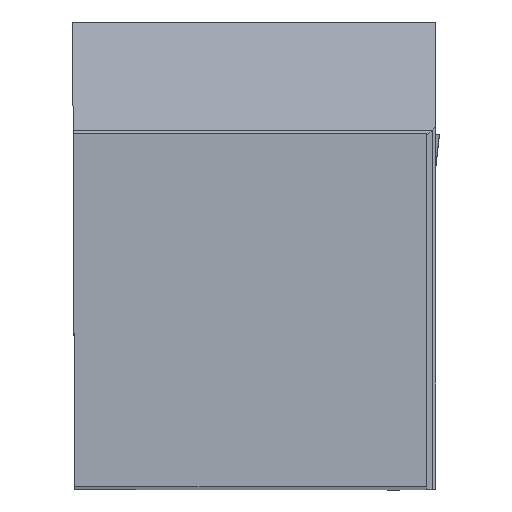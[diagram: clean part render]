
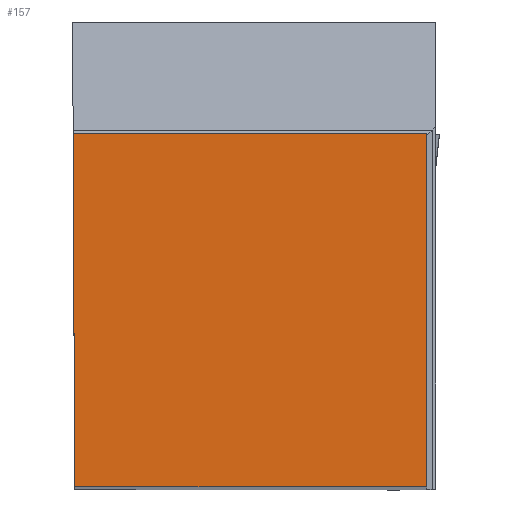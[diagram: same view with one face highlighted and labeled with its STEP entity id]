
A CAD part, top view. The second image highlights one B-rep face of the part: STEP entity #157.
In plain terms, the highlighted planar face has unit normal (0, 0, 1).
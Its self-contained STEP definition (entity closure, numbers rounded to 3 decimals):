
#157=ADVANCED_FACE('BLANK_BOXF006',(#258),#205,.F.);
#205=PLANE('',#1278);
#258=FACE_OUTER_BOUND('',#314,.T.);
#314=EDGE_LOOP('',(#566,#567,#568,#569));
#566=ORIENTED_EDGE('',*,*,#884,.T.);
#567=ORIENTED_EDGE('',*,*,#885,.T.);
#568=ORIENTED_EDGE('',*,*,#886,.T.);
#569=ORIENTED_EDGE('',*,*,#871,.T.);
#738=VERTEX_POINT('',#1977);
#739=VERTEX_POINT('',#1979);
#748=VERTEX_POINT('',#2019);
#749=VERTEX_POINT('',#2021);
#871=EDGE_CURVE('',#739,#738,#1003,.T.);
#884=EDGE_CURVE('',#738,#748,#1013,.T.);
#885=EDGE_CURVE('',#748,#749,#1014,.T.);
#886=EDGE_CURVE('',#749,#739,#1015,.T.);
#1003=LINE('',#1978,#1134);
#1013=LINE('',#2018,#1144);
#1014=LINE('',#2020,#1145);
#1015=LINE('',#2022,#1146);
#1134=VECTOR('',#1497,1.);
#1144=VECTOR('',#1517,1.);
#1145=VECTOR('',#1518,1.);
#1146=VECTOR('',#1519,1.);
#1278=AXIS2_PLACEMENT_3D('',#2023,#1520,#1521);
#1497=DIRECTION('',(1.,0.,0.));
#1517=DIRECTION('',(0.,1.,0.));
#1518=DIRECTION('',(-1.,0.,0.));
#1519=DIRECTION('',(0.004,-1.,0.));
#1520=DIRECTION('',(0.,0.,-1.));
#1521=DIRECTION('',(0.,-1.,0.));
#1977=CARTESIAN_POINT('',(31.85,0.,0.));
#1978=CARTESIAN_POINT('',(-170.35,0.,0.));
#1979=CARTESIAN_POINT('',(0.139,0.,0.));
#2018=CARTESIAN_POINT('',(31.85,-170.35,0.));
#2019=CARTESIAN_POINT('',(31.85,31.85,0.));
#2020=CARTESIAN_POINT('',(170.35,31.85,0.));
#2021=CARTESIAN_POINT('',(0.,31.85,0.));
#2022=CARTESIAN_POINT('',(-0.604,170.348,0.));
#2023=CARTESIAN_POINT('',(32.675,-5.,0.));
